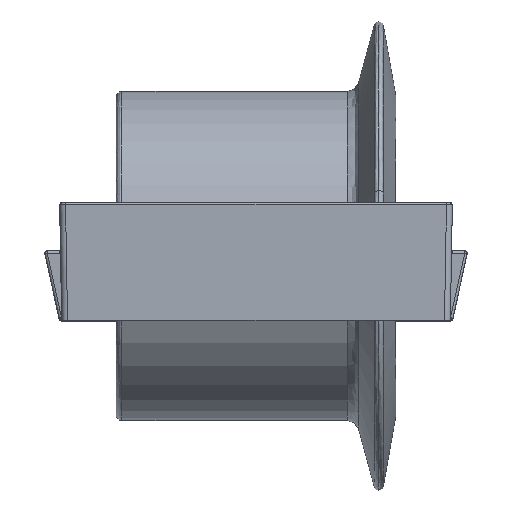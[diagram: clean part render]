
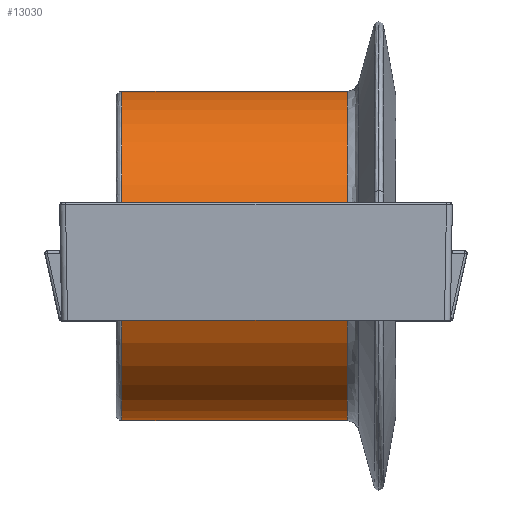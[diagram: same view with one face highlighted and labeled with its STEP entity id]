
A CAD part, top view. The second image highlights one B-rep face of the part: STEP entity #13030.
In plain terms, the highlighted cylindrical face has radius 14 mm (diameter 28 mm), a partial arc.
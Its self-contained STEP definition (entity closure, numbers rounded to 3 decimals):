
#192 = LINE ( 'NONE', #3932, #23543 ) ;
#244 = EDGE_CURVE ( 'NONE', #6580, #13644, #15000, .T. ) ;
#445 = DIRECTION ( 'NONE',  ( 1., 0., 0. ) ) ;
#1502 = ORIENTED_EDGE ( 'NONE', *, *, #2894, .T. ) ;
#2894 = EDGE_CURVE ( 'NONE', #6580, #10751, #10324, .T. ) ;
#3132 = DIRECTION ( 'NONE',  ( 0., 1., 0. ) ) ;
#3155 = VERTEX_POINT ( 'NONE', #28479 ) ;
#3184 = ORIENTED_EDGE ( 'NONE', *, *, #18542, .T. ) ;
#3289 = CIRCLE ( 'NONE', #10345, 14. ) ;
#3439 = CARTESIAN_POINT ( 'NONE',  ( 7.769, -4.5, 0. ) ) ;
#3932 = CARTESIAN_POINT ( 'NONE',  ( -11.9, -18.5, 0. ) ) ;
#5056 = FACE_OUTER_BOUND ( 'NONE', #26595, .T. ) ;
#5450 = CARTESIAN_POINT ( 'NONE',  ( -11.4, -0.635, 13.456 ) ) ;
#5619 = DIRECTION ( 'NONE',  ( -1., 0., 0. ) ) ;
#5630 = CARTESIAN_POINT ( 'NONE',  ( -11.4, 9.5, 0. ) ) ;
#5634 = CARTESIAN_POINT ( 'NONE',  ( 7.769, -4.5, 0. ) ) ;
#5777 = CARTESIAN_POINT ( 'NONE',  ( 7.769, 9.5, 0. ) ) ;
#6573 = DIRECTION ( 'NONE',  ( 0., 1., 0. ) ) ;
#6580 = VERTEX_POINT ( 'NONE', #5630 ) ;
#8264 = CARTESIAN_POINT ( 'NONE',  ( -11.9, 9.5, 0. ) ) ;
#8333 = ORIENTED_EDGE ( 'NONE', *, *, #16130, .T. ) ;
#8559 = VERTEX_POINT ( 'NONE', #22323 ) ;
#9238 = AXIS2_PLACEMENT_3D ( 'NONE', #27528, #445, #23384 ) ;
#9367 = DIRECTION ( 'NONE',  ( 0., 1., 0. ) ) ;
#10304 = ORIENTED_EDGE ( 'NONE', *, *, #19811, .T. ) ;
#10324 = CIRCLE ( 'NONE', #16216, 14. ) ;
#10345 = AXIS2_PLACEMENT_3D ( 'NONE', #19114, #23576, #3132 ) ;
#10751 = VERTEX_POINT ( 'NONE', #5450 ) ;
#11767 = CYLINDRICAL_SURFACE ( 'NONE', #9238, 14. ) ;
#12636 = VERTEX_POINT ( 'NONE', #29215 ) ;
#13030 = ADVANCED_FACE ( 'NONE', ( #5056 ), #11767, .T. ) ;
#13644 = VERTEX_POINT ( 'NONE', #5777 ) ;
#13685 = DIRECTION ( 'NONE',  ( 1., 0., 0. ) ) ;
#15000 = LINE ( 'NONE', #8264, #18168 ) ;
#16130 = EDGE_CURVE ( 'NONE', #10751, #3155, #3289, .T. ) ;
#16216 = AXIS2_PLACEMENT_3D ( 'NONE', #25040, #13685, #6573 ) ;
#16869 = DIRECTION ( 'NONE',  ( 0., 1., 0. ) ) ;
#16871 = CIRCLE ( 'NONE', #25381, 14. ) ;
#17053 = DIRECTION ( 'NONE',  ( 1., 0., 0. ) ) ;
#17555 = CIRCLE ( 'NONE', #21050, 14. ) ;
#17838 = DIRECTION ( 'NONE',  ( 1., 0., 0. ) ) ;
#18168 = VECTOR ( 'NONE', #17053, 1000. ) ;
#18542 = EDGE_CURVE ( 'NONE', #12636, #8559, #16871, .T. ) ;
#19114 = CARTESIAN_POINT ( 'NONE',  ( -11.4, -4.5, 0. ) ) ;
#19144 = EDGE_CURVE ( 'NONE', #3155, #12636, #192, .T. ) ;
#19811 = EDGE_CURVE ( 'NONE', #8559, #13644, #17555, .T. ) ;
#21050 = AXIS2_PLACEMENT_3D ( 'NONE', #3439, #5619, #16869 ) ;
#22323 = CARTESIAN_POINT ( 'NONE',  ( 7.769, -0.635, 13.456 ) ) ;
#22684 = ORIENTED_EDGE ( 'NONE', *, *, #244, .F. ) ;
#23384 = DIRECTION ( 'NONE',  ( 0., 1., 0. ) ) ;
#23543 = VECTOR ( 'NONE', #17838, 1000. ) ;
#23576 = DIRECTION ( 'NONE',  ( 1., 0., 0. ) ) ;
#24011 = DIRECTION ( 'NONE',  ( -1., 0., 0. ) ) ;
#25040 = CARTESIAN_POINT ( 'NONE',  ( -11.4, -4.5, 0. ) ) ;
#25381 = AXIS2_PLACEMENT_3D ( 'NONE', #5634, #24011, #9367 ) ;
#26595 = EDGE_LOOP ( 'NONE', ( #1502, #8333, #28633, #3184, #10304, #22684 ) ) ;
#27528 = CARTESIAN_POINT ( 'NONE',  ( -11.9, -4.5, 0. ) ) ;
#28479 = CARTESIAN_POINT ( 'NONE',  ( -11.4, -18.5, 0. ) ) ;
#28633 = ORIENTED_EDGE ( 'NONE', *, *, #19144, .T. ) ;
#29215 = CARTESIAN_POINT ( 'NONE',  ( 7.769, -18.5, 0. ) ) ;
